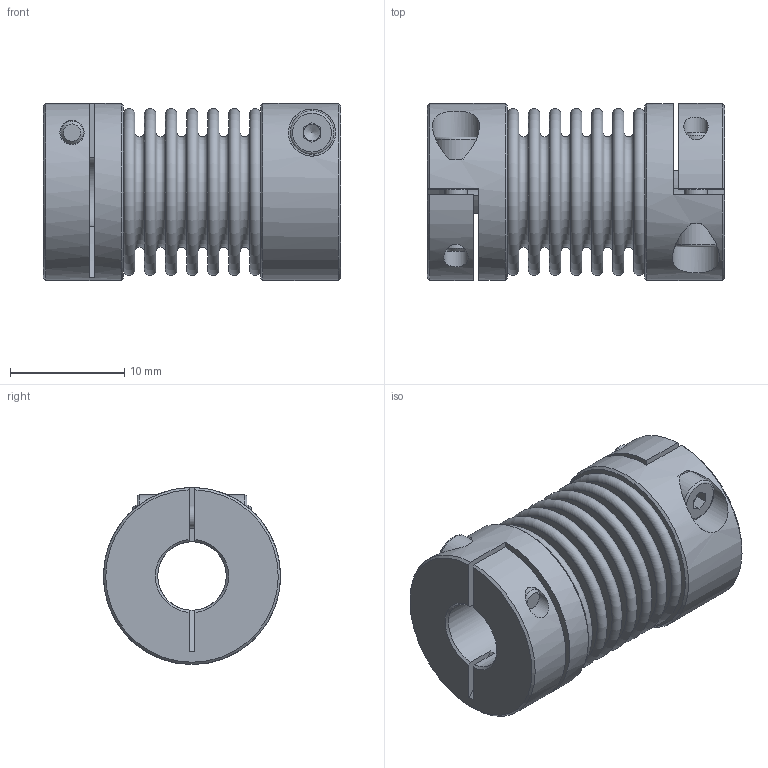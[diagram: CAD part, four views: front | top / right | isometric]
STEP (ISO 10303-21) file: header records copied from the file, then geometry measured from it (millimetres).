
FILE_DESCRIPTION(/* description */ ('STEP AP203'),/* implementation_level */ '2;1');
FILE_NAME(/* name */ 'KB2-10-26-6-6',/* time_stamp */ '2023-06-16T10:10:01+02:00',/* author */ ('License CC BY-ND 4.0'),/* organization */ ('CADENAS'),/* preprocessor_version */ 'ST-DEVELOPER v19.3',/* originating_system */ 'PARTsolutions',/* authorisation */ ' ');
FILE_SCHEMA (('CONFIG_CONTROL_DESIGN'));
Length unit declared in the file: millimetre
Products named in the file (1): KB2-10-26-6-6
Bounding box: 26 x 15.5 x 15.5 mm (x, y, z)
Volume: 2252.2 mm3; surface area: 5063.8 mm2
Topology: 1 solids, 1 shells, 126 faces, 257 edges, 171 vertices
Faces by surface type: plane 66, torus 28, cylinder 20, cone 12
Full cylindrical faces by diameter (mm): 2 x2, 2.126 x4, 3.8 x2, 6 x2, 10.46 x2, 15.5 x2
Entity records: 3128 total; most frequent: CARTESIAN_POINT 595, DIRECTION 546, ORIENTED_EDGE 396, AXIS2_PLACEMENT_3D 239, FACE_BOUND 220, EDGE_LOOP 218, EDGE_CURVE 198, VERTEX_POINT 162
